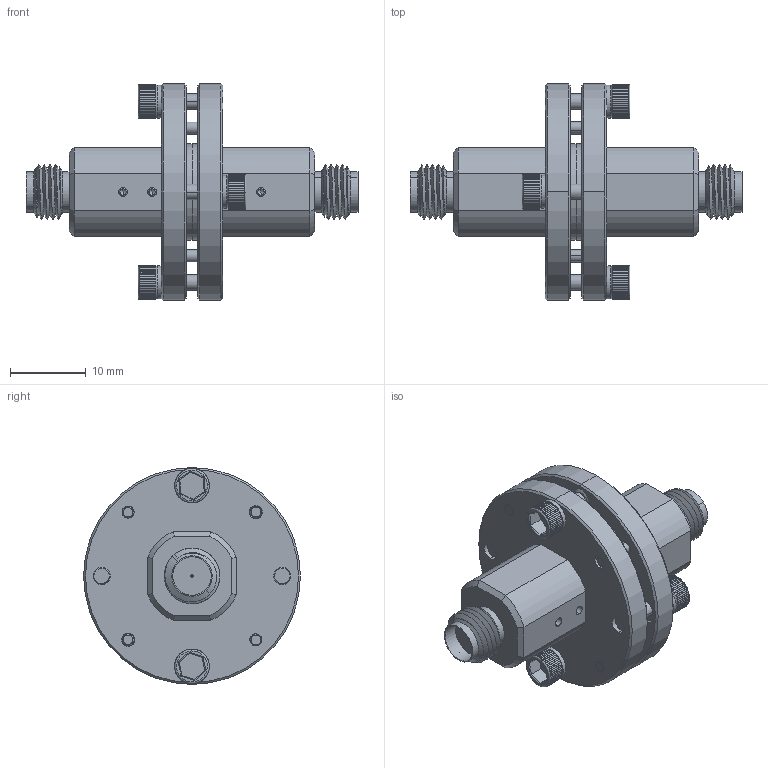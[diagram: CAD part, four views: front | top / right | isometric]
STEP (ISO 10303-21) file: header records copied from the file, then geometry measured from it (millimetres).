
FILE_DESCRIPTION (( 'STEP AP203' ), '1' );
FILE_NAME ('SCF-27324340-222F2F-H1.STEP', '2020-06-01T18:50:08', ( '' ), ( '' ), 'SwSTEP 2.0', 'SolidWorks 2020', '' );
FILE_SCHEMA (( 'CONFIG_CONTROL_DESIGN' ));
Length unit declared in the file: inch
Products named in the file (1): SCF-27324340-222F2F-H1
Bounding box: 43.74 x 28.57 x 28.57 mm (x, y, z)
Volume: 7606.5 mm3; surface area: 6686.7 mm2
Topology: 22 solids, 22 shells, 1510 faces, 3744 edges, 2290 vertices
Faces by surface type: plane 572, cylinder 538, cone 376, bspline 16, torus 8
Entity records: 51225 total; most frequent: CARTESIAN_POINT 17533, ORIENTED_EDGE 7440, DIRECTION 6430, EDGE_CURVE 3720, AXIS2_PLACEMENT_3D 2485, VERTEX_POINT 2290, EDGE_LOOP 1594, FACE_OUTER_BOUND 1510
